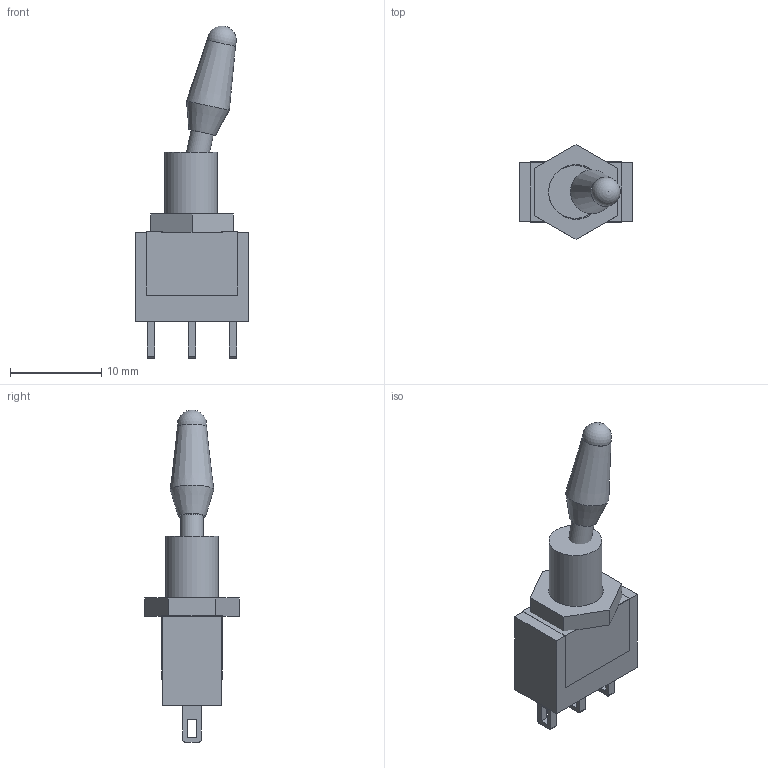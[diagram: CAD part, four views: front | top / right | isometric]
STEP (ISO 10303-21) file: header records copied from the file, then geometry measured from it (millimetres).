
FILE_DESCRIPTION(('FreeCAD Model'),'2;1');
FILE_NAME('Open CASCADE Shape Model','2021-11-25T09:05:13',('Author'),( ''),'Open CASCADE STEP processor 7.4','FreeCAD','Unknown');
FILE_SCHEMA(('AUTOMOTIVE_DESIGN { 1 0 10303 214 1 1 1 1 }'));
Length unit declared in the file: millimetre
Products named in the file (9): KNX_1; Cube; Cylinder; Extrude; Cube001; Lever; Cut; Cut001; Cut002
Assembly tree (8 placements, depth 2):
  KNX_1
    Cube
    Cylinder
    Extrude
    Cube001
    Lever
    Cut
    Cut001
    Cut002
Bounding box: 12.5 x 10.39 x 36.43 mm (x, y, z)
Volume: 1752.4 mm3; surface area: 1571.5 mm2
Topology: 8 solids, 8 shells, 67 faces, 149 edges, 99 vertices
Faces by surface type: plane 55, cylinder 9, cone 2, sphere 1
Full cylindrical faces by diameter (mm): 2.5 x1, 5.8 x1, 6 x1
Entity records: 4219 total; most frequent: CARTESIAN_POINT 656, DIRECTION 612, LINE 399, VECTOR 399, ORIENTED_EDGE 296, PCURVE 296, DEFINITIONAL_REPRESENTATION 296, EDGE_CURVE 148
